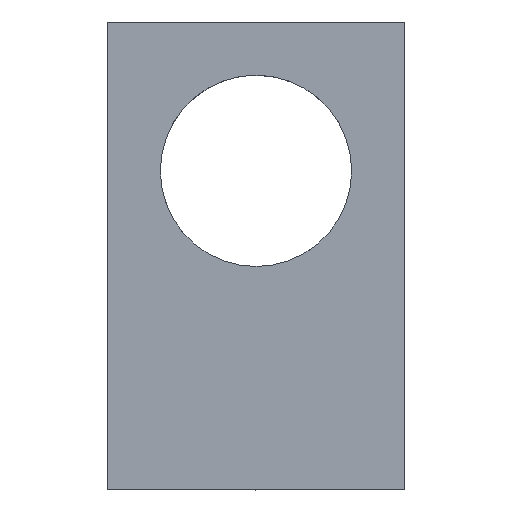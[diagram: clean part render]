
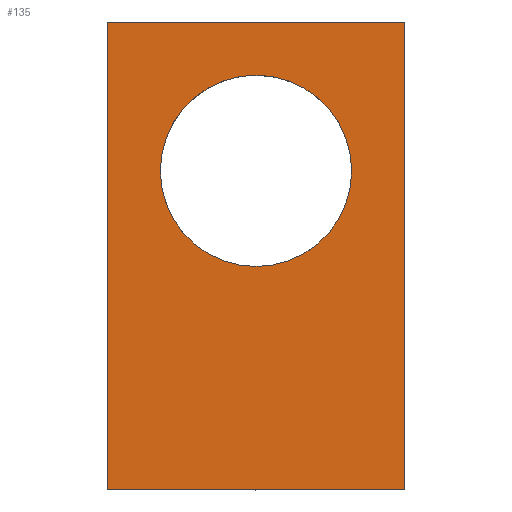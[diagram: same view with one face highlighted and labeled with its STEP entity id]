
A CAD part, top view. The second image highlights one B-rep face of the part: STEP entity #135.
In plain terms, the highlighted planar face has unit normal (0, 0, 1).
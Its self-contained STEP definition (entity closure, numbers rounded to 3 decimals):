
#7=CARTESIAN_POINT('',(-7.,7.,0.));
#8=VERTEX_POINT('',#7);
#9=CARTESIAN_POINT('',(7.,7.,0.));
#10=VERTEX_POINT('',#9);
#18=CARTESIAN_POINT('',(7.,-15.,0.));
#19=VERTEX_POINT('',#18);
#20=CARTESIAN_POINT('',(7.,7.,0.));
#21=DIRECTION('',(0.0,-1.0,0.0));
#22=VECTOR('',#21,22.0);
#23=LINE('',#20,#22);
#24=EDGE_CURVE('',#10,#19,#23,.T.);
#26=CARTESIAN_POINT('',(-7.,-15.,0.));
#27=VERTEX_POINT('',#26);
#35=CARTESIAN_POINT('',(-7.,7.,0.));
#36=DIRECTION('',(0.0,-1.0,0.0));
#37=VECTOR('',#36,22.0);
#38=LINE('',#35,#37);
#39=EDGE_CURVE('',#8,#27,#38,.T.);
#94=CARTESIAN_POINT('',(7.,7.,0.));
#95=DIRECTION('',(0.,0.,1.));
#96=DIRECTION('',(-1.,0.,0.));
#97=AXIS2_PLACEMENT_3D('',#94,#95,#96);
#98=PLANE('',#97);
#99=ORIENTED_EDGE('',*,*,#39,.T.);
#100=CARTESIAN_POINT('',(7.,-15.,0.));
#101=DIRECTION('',(-1.,0.0,0.));
#102=VECTOR('',#101,14.);
#103=LINE('',#100,#102);
#104=EDGE_CURVE('',#19,#27,#103,.T.);
#105=ORIENTED_EDGE('',*,*,#104,.F.);
#106=ORIENTED_EDGE('',*,*,#24,.F.);
#107=CARTESIAN_POINT('',(7.,7.,0.));
#108=DIRECTION('',(-1.,0.0,0.));
#109=VECTOR('',#108,14.);
#110=LINE('',#107,#109);
#111=EDGE_CURVE('',#10,#8,#110,.T.);
#112=ORIENTED_EDGE('',*,*,#111,.T.);
#113=EDGE_LOOP('',(#99,#105,#106,#112));
#114=FACE_OUTER_BOUND('',#113,.T.);
#115=CARTESIAN_POINT('',(4.5,0.,0.));
#116=VERTEX_POINT('',#115);
#117=CARTESIAN_POINT('',(-4.5,0.0,0.));
#118=VERTEX_POINT('',#117);
#119=CARTESIAN_POINT('',(0.0,0.0,0.0));
#120=DIRECTION('',(0.,0.,1.));
#121=DIRECTION('',(-1.,0.,0.));
#122=AXIS2_PLACEMENT_3D('',#119,#120,#121);
#123=CIRCLE('',#122,4.5);
#124=EDGE_CURVE('',#116,#118,#123,.T.);
#125=ORIENTED_EDGE('',*,*,#124,.F.);
#126=CARTESIAN_POINT('',(0.0,0.0,0.0));
#127=DIRECTION('',(0.,0.,1.));
#128=DIRECTION('',(-1.,0.,0.));
#129=AXIS2_PLACEMENT_3D('',#126,#127,#128);
#130=CIRCLE('',#129,4.5);
#131=EDGE_CURVE('',#118,#116,#130,.T.);
#132=ORIENTED_EDGE('',*,*,#131,.F.);
#133=EDGE_LOOP('',(#125,#132));
#134=FACE_BOUND('',#133,.T.);
#135=ADVANCED_FACE('',(#114,#134),#98,.T.);
